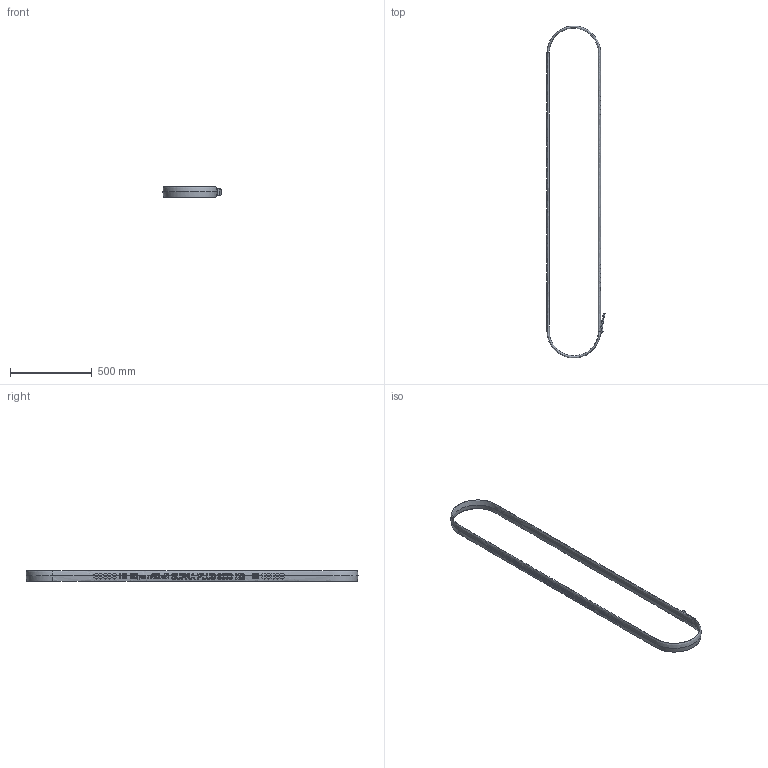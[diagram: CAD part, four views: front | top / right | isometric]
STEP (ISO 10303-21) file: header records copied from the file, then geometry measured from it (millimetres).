
FILE_DESCRIPTION(/* description */ (''),/* implementation_level */ '2;1');
FILE_NAME(/* name */ 'Supra_Plus_6000',/* time_stamp */ '2015-09-11T12:57:48+03:00',/* author */ (''),/* organization */ (''),/* preprocessor_version */ 'ST-DEVELOPER v10',/* originating_system */ '',/* authorisation */ '');
FILE_SCHEMA (('AUTOMOTIVE_DESIGN_CC2'));
Length unit declared in the file: millimetre
Products named in the file (1): 1
Bounding box: 354.44 x 2027.75 x 65 mm (x, y, z)
Volume: 3213145.6 mm3; surface area: 615025 mm2
Topology: 2 solids, 2 shells, 310 faces, 1156 edges, 930 vertices
Faces by surface type: bspline 308, plane 2
Entity records: 27181 total; most frequent: CARTESIAN_POINT 20777, ORIENTED_EDGE 2312, EDGE_CURVE 1156, VERTEX_POINT 930, B_SPLINE_CURVE_WITH_KNOTS 861, EDGE_LOOP 392, ADVANCED_FACE 310, FACE_OUTER_BOUND 310
